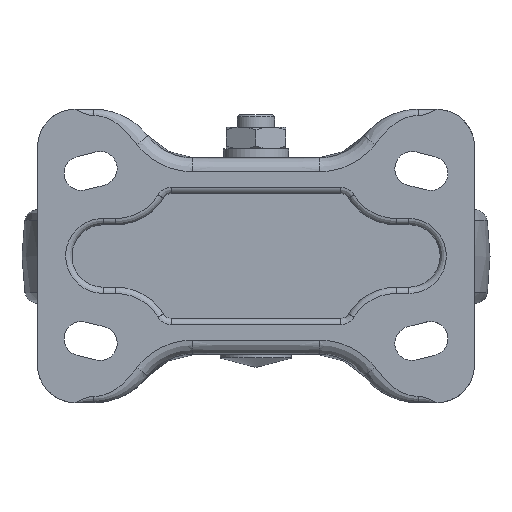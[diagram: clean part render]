
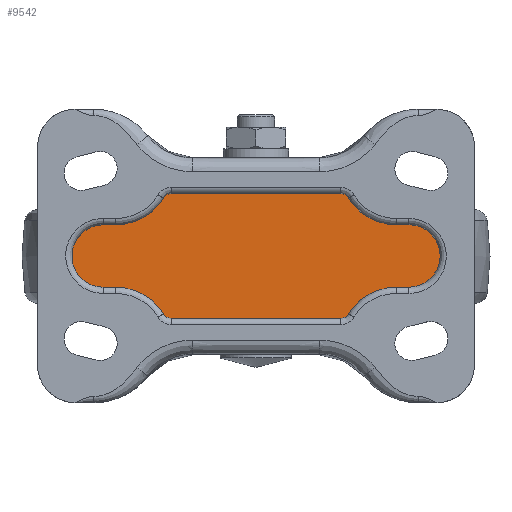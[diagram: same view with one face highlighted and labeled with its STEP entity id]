
A CAD part, top view. The second image highlights one B-rep face of the part: STEP entity #9542.
In plain terms, the highlighted free-form (B-spline) face has degree [1, 1] with [2, 2] control points.
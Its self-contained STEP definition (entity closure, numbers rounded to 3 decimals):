
#7573=CARTESIAN_POINT('',(45.,-10.0,113.0));
#7574=VERTEX_POINT('',#7573);
#7597=CARTESIAN_POINT('',(49.,-10.0,113.0));
#7598=VERTEX_POINT('',#7597);
#7612=CARTESIAN_POINT('',(45.,-10.0,113.0));
#7613=CARTESIAN_POINT('',(49.,-10.0,113.0));
#7614=QUASI_UNIFORM_CURVE('',1,(#7612,#7613),.UNSPECIFIED.,.F.,.U.);
#7615=EDGE_CURVE('',#7574,#7598,#7614,.T.);
#7645=CARTESIAN_POINT('',(49.,10.,113.0));
#7646=VERTEX_POINT('',#7645);
#7660=CARTESIAN_POINT('',(49.,-10.0,113.0));
#7661=CARTESIAN_POINT('',(59.,-10.0,113.));
#7662=CARTESIAN_POINT('',(59.,0.,113.0));
#7663=CARTESIAN_POINT('',(59.,10.,113.));
#7664=CARTESIAN_POINT('',(49.,10.,113.0));
#7672=(BOUNDED_CURVE()B_SPLINE_CURVE(2,(#7660,#7661,#7662,#7663,#7664),.UNSPECIFIED.,.F.,.U.)B_SPLINE_CURVE_WITH_KNOTS((3,2,3),(0.0,0.5,1.0),.UNSPECIFIED.)CURVE()GEOMETRIC_REPRESENTATION_ITEM()RATIONAL_B_SPLINE_CURVE((1.0,0.707,1.0,0.707,1.0))REPRESENTATION_ITEM(''));
#7673=EDGE_CURVE('',#7598,#7646,#7672,.T.);
#7711=CARTESIAN_POINT('',(29.667,-18.571,113.0));
#7712=VERTEX_POINT('',#7711);
#7742=CARTESIAN_POINT('',(45.,-10.0,113.0));
#7743=CARTESIAN_POINT('',(34.938,-10.,113.));
#7744=CARTESIAN_POINT('',(29.667,-18.571,113.0));
#7752=(BOUNDED_CURVE()B_SPLINE_CURVE(2,(#7742,#7743,#7744),.UNSPECIFIED.,.F.,.U.)CURVE()GEOMETRIC_REPRESENTATION_ITEM()QUASI_UNIFORM_CURVE()RATIONAL_B_SPLINE_CURVE((1.0,0.873,1.0))REPRESENTATION_ITEM(''));
#7753=EDGE_CURVE('',#7574,#7712,#7752,.T.);
#7774=CARTESIAN_POINT('',(45.,10.0,113.0));
#7775=VERTEX_POINT('',#7774);
#7789=CARTESIAN_POINT('',(49.,10.,113.0));
#7790=CARTESIAN_POINT('',(45.,10.0,113.0));
#7791=QUASI_UNIFORM_CURVE('',1,(#7789,#7790),.UNSPECIFIED.,.F.,.U.);
#7792=EDGE_CURVE('',#7646,#7775,#7791,.T.);
#7820=CARTESIAN_POINT('',(27.111,-20.0,113.0));
#7821=VERTEX_POINT('',#7820);
#7851=CARTESIAN_POINT('',(27.111,-20.0,113.0));
#7852=CARTESIAN_POINT('',(28.789,-20.0,113.));
#7853=CARTESIAN_POINT('',(29.667,-18.571,113.0));
#7861=(BOUNDED_CURVE()B_SPLINE_CURVE(2,(#7851,#7852,#7853),.UNSPECIFIED.,.F.,.U.)CURVE()GEOMETRIC_REPRESENTATION_ITEM()QUASI_UNIFORM_CURVE()RATIONAL_B_SPLINE_CURVE((1.0,0.873,1.0))REPRESENTATION_ITEM(''));
#7862=EDGE_CURVE('',#7821,#7712,#7861,.T.);
#7886=CARTESIAN_POINT('',(29.667,18.571,113.0));
#7887=VERTEX_POINT('',#7886);
#7901=CARTESIAN_POINT('',(29.667,18.571,113.0));
#7902=CARTESIAN_POINT('',(34.938,10.0,113.0));
#7903=CARTESIAN_POINT('',(45.,10.0,113.0));
#7911=(BOUNDED_CURVE()B_SPLINE_CURVE(2,(#7901,#7902,#7903),.UNSPECIFIED.,.F.,.U.)CURVE()GEOMETRIC_REPRESENTATION_ITEM()QUASI_UNIFORM_CURVE()RATIONAL_B_SPLINE_CURVE((1.0,0.873,1.0))REPRESENTATION_ITEM(''));
#7912=EDGE_CURVE('',#7887,#7775,#7911,.T.);
#7945=CARTESIAN_POINT('',(-27.111,-20.,113.0));
#7946=VERTEX_POINT('',#7945);
#7968=CARTESIAN_POINT('',(-27.111,-20.,113.0));
#7969=CARTESIAN_POINT('',(27.111,-20.0,113.0));
#7970=QUASI_UNIFORM_CURVE('',1,(#7968,#7969),.UNSPECIFIED.,.F.,.U.);
#7971=EDGE_CURVE('',#7946,#7821,#7970,.T.);
#7995=CARTESIAN_POINT('',(27.111,20.0,113.0));
#7996=VERTEX_POINT('',#7995);
#8010=CARTESIAN_POINT('',(29.667,18.571,113.0));
#8011=CARTESIAN_POINT('',(28.789,20.,113.0));
#8012=CARTESIAN_POINT('',(27.111,20.0,113.0));
#8020=(BOUNDED_CURVE()B_SPLINE_CURVE(2,(#8010,#8011,#8012),.UNSPECIFIED.,.F.,.U.)CURVE()GEOMETRIC_REPRESENTATION_ITEM()QUASI_UNIFORM_CURVE()RATIONAL_B_SPLINE_CURVE((1.0,0.873,1.0))REPRESENTATION_ITEM(''));
#8021=EDGE_CURVE('',#7887,#7996,#8020,.T.);
#8057=CARTESIAN_POINT('',(-29.667,-18.571,113.0));
#8058=VERTEX_POINT('',#8057);
#8088=CARTESIAN_POINT('',(-29.667,-18.571,113.0));
#8089=CARTESIAN_POINT('',(-28.789,-20.,113.0));
#8090=CARTESIAN_POINT('',(-27.111,-20.,113.0));
#8098=(BOUNDED_CURVE()B_SPLINE_CURVE(2,(#8088,#8089,#8090),.UNSPECIFIED.,.F.,.U.)CURVE()GEOMETRIC_REPRESENTATION_ITEM()QUASI_UNIFORM_CURVE()RATIONAL_B_SPLINE_CURVE((1.0,0.873,1.0))REPRESENTATION_ITEM(''));
#8099=EDGE_CURVE('',#8058,#7946,#8098,.T.);
#8120=CARTESIAN_POINT('',(-27.111,20.0,113.0));
#8121=VERTEX_POINT('',#8120);
#8135=CARTESIAN_POINT('',(27.111,20.0,113.0));
#8136=CARTESIAN_POINT('',(-27.111,20.0,113.0));
#8137=QUASI_UNIFORM_CURVE('',1,(#8135,#8136),.UNSPECIFIED.,.F.,.U.);
#8138=EDGE_CURVE('',#7996,#8121,#8137,.T.);
#8166=CARTESIAN_POINT('',(-45.0,-10.0,113.0));
#8167=VERTEX_POINT('',#8166);
#8197=CARTESIAN_POINT('',(-29.667,-18.571,113.0));
#8198=CARTESIAN_POINT('',(-34.938,-10.,113.0));
#8199=CARTESIAN_POINT('',(-45.0,-10.0,113.0));
#8207=(BOUNDED_CURVE()B_SPLINE_CURVE(2,(#8197,#8198,#8199),.UNSPECIFIED.,.F.,.U.)CURVE()GEOMETRIC_REPRESENTATION_ITEM()QUASI_UNIFORM_CURVE()RATIONAL_B_SPLINE_CURVE((1.0,0.873,1.0))REPRESENTATION_ITEM(''));
#8208=EDGE_CURVE('',#8058,#8167,#8207,.T.);
#8232=CARTESIAN_POINT('',(-29.667,18.571,113.0));
#8233=VERTEX_POINT('',#8232);
#8247=CARTESIAN_POINT('',(-27.111,20.0,113.0));
#8248=CARTESIAN_POINT('',(-28.789,20.,113.0));
#8249=CARTESIAN_POINT('',(-29.667,18.571,113.0));
#8257=(BOUNDED_CURVE()B_SPLINE_CURVE(2,(#8247,#8248,#8249),.UNSPECIFIED.,.F.,.U.)CURVE()GEOMETRIC_REPRESENTATION_ITEM()QUASI_UNIFORM_CURVE()RATIONAL_B_SPLINE_CURVE((1.0,0.873,1.0))REPRESENTATION_ITEM(''));
#8258=EDGE_CURVE('',#8121,#8233,#8257,.T.);
#8291=CARTESIAN_POINT('',(-49.,-10.0,113.0));
#8292=VERTEX_POINT('',#8291);
#8314=CARTESIAN_POINT('',(-49.,-10.0,113.0));
#8315=CARTESIAN_POINT('',(-45.0,-10.0,113.0));
#8316=QUASI_UNIFORM_CURVE('',1,(#8314,#8315),.UNSPECIFIED.,.F.,.U.);
#8317=EDGE_CURVE('',#8292,#8167,#8316,.T.);
#8341=CARTESIAN_POINT('',(-45.,10.,113.0));
#8342=VERTEX_POINT('',#8341);
#8358=CARTESIAN_POINT('',(-45.,10.,113.0));
#8359=CARTESIAN_POINT('',(-34.938,10.,113.));
#8360=CARTESIAN_POINT('',(-29.667,18.571,113.0));
#8368=(BOUNDED_CURVE()B_SPLINE_CURVE(2,(#8358,#8359,#8360),.UNSPECIFIED.,.F.,.U.)CURVE()GEOMETRIC_REPRESENTATION_ITEM()QUASI_UNIFORM_CURVE()RATIONAL_B_SPLINE_CURVE((1.0,0.873,1.0))REPRESENTATION_ITEM(''));
#8369=EDGE_CURVE('',#8342,#8233,#8368,.T.);
#8411=CARTESIAN_POINT('',(-49.0,10.0,113.0));
#8412=VERTEX_POINT('',#8411);
#8446=CARTESIAN_POINT('',(-49.0,10.0,113.0));
#8447=CARTESIAN_POINT('',(-54.774,10.0,113.0));
#8448=CARTESIAN_POINT('',(-57.66,5.,113.0));
#8449=CARTESIAN_POINT('',(-60.547,0.,113.0));
#8450=CARTESIAN_POINT('',(-57.66,-5.,113.0));
#8451=CARTESIAN_POINT('',(-54.774,-10.,113.0));
#8452=CARTESIAN_POINT('',(-49.,-10.,113.0));
#8460=(BOUNDED_CURVE()B_SPLINE_CURVE(2,(#8446,#8447,#8448,#8449,#8450,#8451,#8452),.UNSPECIFIED.,.F.,.U.)B_SPLINE_CURVE_WITH_KNOTS((3,2,2,3),(0.0,0.333,0.667,1.0),.UNSPECIFIED.)CURVE()GEOMETRIC_REPRESENTATION_ITEM()RATIONAL_B_SPLINE_CURVE((1.0,0.866,1.0,0.866,1.0,0.866,1.0))REPRESENTATION_ITEM(''));
#8461=EDGE_CURVE('',#8412,#8292,#8460,.T.);
#8487=CARTESIAN_POINT('',(-45.,10.,113.0));
#8488=CARTESIAN_POINT('',(-49.0,10.0,113.0));
#8489=QUASI_UNIFORM_CURVE('',1,(#8487,#8488),.UNSPECIFIED.,.F.,.U.);
#8490=EDGE_CURVE('',#8342,#8412,#8489,.T.);
#9519=CARTESIAN_POINT('',(-64.894,21.998,113.0));
#9520=CARTESIAN_POINT('',(64.894,21.998,113.0));
#9521=CARTESIAN_POINT('',(-64.894,-21.998,113.0));
#9522=CARTESIAN_POINT('',(64.894,-21.998,113.0));
#9523=B_SPLINE_SURFACE_WITH_KNOTS('',1,1,((#9519,#9521),(#9520,#9522)),.UNSPECIFIED.,.F.,.F.,.U.,(2,2),(2,2),(0.0,129.788),(0.0,43.996),.UNSPECIFIED.);
#9524=ORIENTED_EDGE('',*,*,#8021,.T.);
#9525=ORIENTED_EDGE('',*,*,#8138,.T.);
#9526=ORIENTED_EDGE('',*,*,#8258,.T.);
#9527=ORIENTED_EDGE('',*,*,#8369,.F.);
#9528=ORIENTED_EDGE('',*,*,#8490,.T.);
#9529=ORIENTED_EDGE('',*,*,#8461,.T.);
#9530=ORIENTED_EDGE('',*,*,#8317,.T.);
#9531=ORIENTED_EDGE('',*,*,#8208,.F.);
#9532=ORIENTED_EDGE('',*,*,#8099,.T.);
#9533=ORIENTED_EDGE('',*,*,#7971,.T.);
#9534=ORIENTED_EDGE('',*,*,#7862,.T.);
#9535=ORIENTED_EDGE('',*,*,#7753,.F.);
#9536=ORIENTED_EDGE('',*,*,#7615,.T.);
#9537=ORIENTED_EDGE('',*,*,#7673,.T.);
#9538=ORIENTED_EDGE('',*,*,#7792,.T.);
#9539=ORIENTED_EDGE('',*,*,#7912,.F.);
#9540=EDGE_LOOP('',(#9524,#9525,#9526,#9527,#9528,#9529,#9530,#9531,#9532,#9533,#9534,#9535,#9536,#9537,#9538,#9539));
#9541=FACE_OUTER_BOUND('',#9540,.T.);
#9542=ADVANCED_FACE('',(#9541),#9523,.F.);
